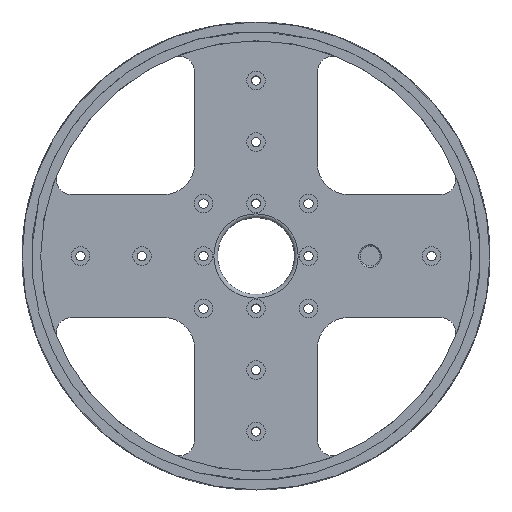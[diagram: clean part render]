
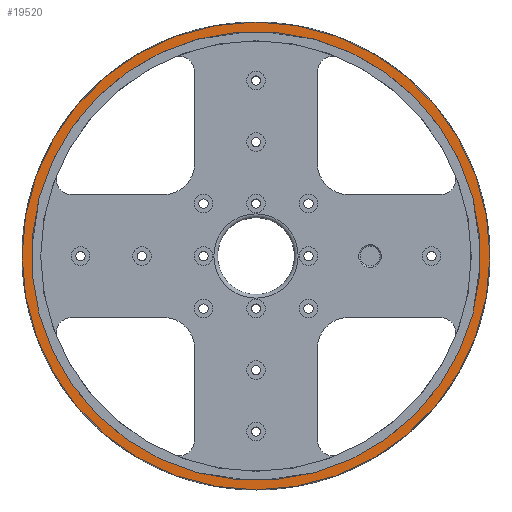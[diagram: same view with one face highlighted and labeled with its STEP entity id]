
A CAD part, top view. The second image highlights one B-rep face of the part: STEP entity #19520.
In plain terms, the highlighted planar face has unit normal (0, 0, 1).
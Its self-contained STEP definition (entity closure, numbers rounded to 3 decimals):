
#1081=PLANE('',#21369);
#1432=FACE_BOUND('',#3162,.T.);
#1694=FACE_OUTER_BOUND('',#3161,.T.);
#3161=EDGE_LOOP('',(#14272));
#3162=EDGE_LOOP('',(#14273));
#6491=CIRCLE('',#20547,76.067);
#7062=CIRCLE('',#21370,73.);
#7353=VERTEX_POINT('',#24480);
#8694=VERTEX_POINT('',#30831);
#9274=EDGE_CURVE('',#7353,#7353,#6491,.T.);
#10854=EDGE_CURVE('',#8694,#8694,#7062,.T.);
#14272=ORIENTED_EDGE('',*,*,#9274,.T.);
#14273=ORIENTED_EDGE('',*,*,#10854,.T.);
#19520=ADVANCED_FACE('',(#1694,#1432),#1081,.T.);
#20547=AXIS2_PLACEMENT_3D('',#24481,#21812,#21813);
#21369=AXIS2_PLACEMENT_3D('',#30830,#23599,#23600);
#21370=AXIS2_PLACEMENT_3D('',#30832,#23601,#23602);
#21812=DIRECTION('center_axis',(0.,0.,1.));
#21813=DIRECTION('ref_axis',(0.996,0.087,0.));
#23599=DIRECTION('center_axis',(0.,0.,1.));
#23600=DIRECTION('ref_axis',(1.,0.,0.));
#23601=DIRECTION('center_axis',(0.,0.,-1.));
#23602=DIRECTION('ref_axis',(-0.996,-0.087,0.));
#24480=CARTESIAN_POINT('',(76.067,0.,17.));
#24481=CARTESIAN_POINT('Origin',(0.,0.,17.));
#30830=CARTESIAN_POINT('Origin',(0.,0.,17.));
#30831=CARTESIAN_POINT('',(-72.722,-6.362,17.));
#30832=CARTESIAN_POINT('Origin',(0.,0.,17.));
